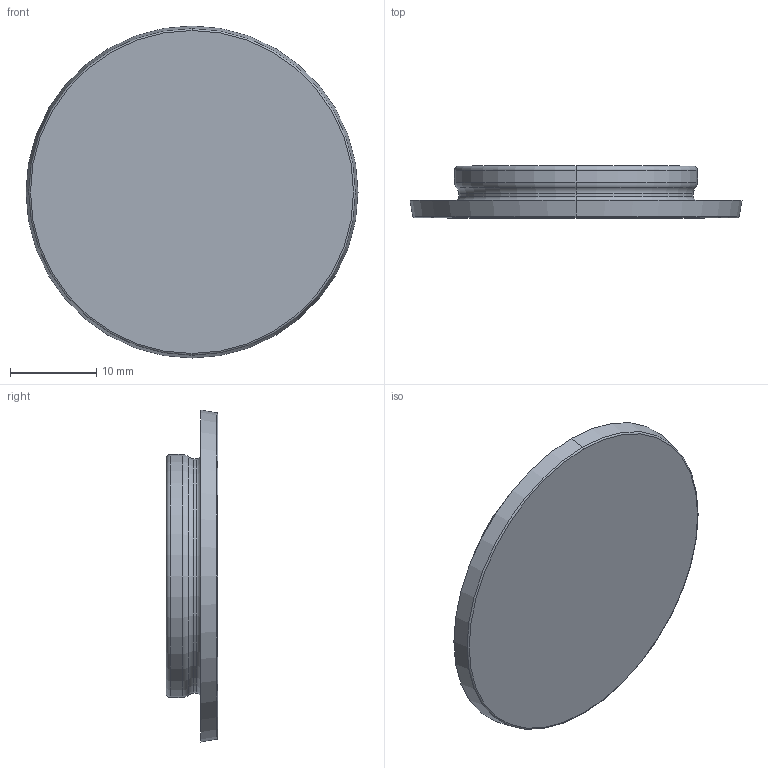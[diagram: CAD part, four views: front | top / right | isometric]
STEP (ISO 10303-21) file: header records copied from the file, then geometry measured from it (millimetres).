
FILE_DESCRIPTION (( 'STEP AP214' ), '1' );
FILE_NAME ('098mg040.STEP', '2014-08-13T08:22:04', ( '' ), ( '' ), 'SwSTEP 2.0', 'SolidWorks 2014', '' );
FILE_SCHEMA (( 'AUTOMOTIVE_DESIGN' ));
Length unit declared in the file: millimetre
Products named in the file (1): 098mg040
Bounding box: 38.5 x 6 x 38.5 mm (x, y, z)
Volume: 3068.6 mm3; surface area: 3074.1 mm2
Topology: 1 solids, 1 shells, 27 faces, 52 edges, 28 vertices
Faces by surface type: torus 14, cylinder 6, cone 4, plane 3
Entity records: 733 total; most frequent: DIRECTION 150, CARTESIAN_POINT 108, ORIENTED_EDGE 104, AXIS2_PLACEMENT_3D 70, EDGE_CURVE 52, CIRCLE 42, EDGE_LOOP 28, VERTEX_POINT 28
